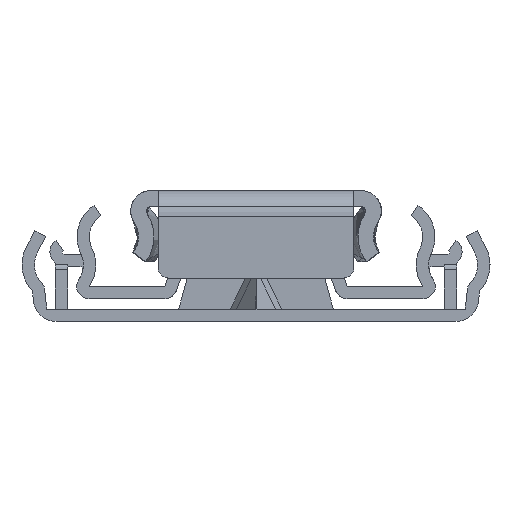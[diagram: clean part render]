
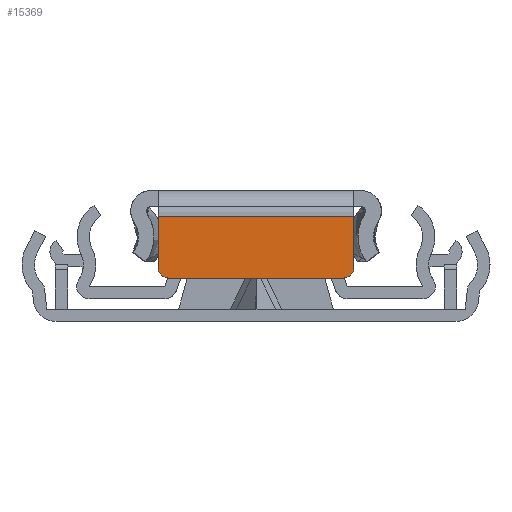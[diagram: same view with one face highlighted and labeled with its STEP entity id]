
A CAD part, left-side view. The second image highlights one B-rep face of the part: STEP entity #15369.
In plain terms, the highlighted planar face has unit normal (-1, 0, 0).
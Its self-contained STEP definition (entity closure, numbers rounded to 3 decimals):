
#280 = EDGE_CURVE ( 'NONE', #9255, #7134, #10776, .T. ) ;
#381 = LINE ( 'NONE', #2641, #12147 ) ;
#415 = FACE_OUTER_BOUND ( 'NONE', #8214, .T. ) ;
#487 = DIRECTION ( 'NONE',  ( 0., 0., -1. ) ) ;
#927 = VECTOR ( 'NONE', #4145, 1000. ) ;
#1142 = CARTESIAN_POINT ( 'NONE',  ( 0., 8.5, -6.75 ) ) ;
#1218 = LINE ( 'NONE', #4501, #4825 ) ;
#1384 = AXIS2_PLACEMENT_3D ( 'NONE', #10149, #7760, #487 ) ;
#1597 = EDGE_CURVE ( 'NONE', #10948, #3339, #7901, .T. ) ;
#1709 = CARTESIAN_POINT ( 'NONE',  ( 0., 9.5, -1.75 ) ) ;
#2641 = CARTESIAN_POINT ( 'NONE',  ( 0., -9.5, 0.75 ) ) ;
#3339 = VERTEX_POINT ( 'NONE', #9078 ) ;
#3397 = CARTESIAN_POINT ( 'NONE',  ( 0., 9.5, -7.75 ) ) ;
#3434 = LINE ( 'NONE', #3397, #9522 ) ;
#3960 = AXIS2_PLACEMENT_3D ( 'NONE', #1142, #6297, #12032 ) ;
#4006 = EDGE_CURVE ( 'NONE', #3339, #9255, #3434, .T. ) ;
#4145 = DIRECTION ( 'NONE',  ( 0., 1., 0. ) ) ;
#4501 = CARTESIAN_POINT ( 'NONE',  ( 0., 9.5, 0.75 ) ) ;
#4609 = DIRECTION ( 'NONE',  ( 0., -1., 0. ) ) ;
#4631 = ORIENTED_EDGE ( 'NONE', *, *, #12586, .F. ) ;
#4825 = VECTOR ( 'NONE', #14202, 1000. ) ;
#5456 = EDGE_CURVE ( 'NONE', #7134, #7476, #381, .T. ) ;
#5457 = VERTEX_POINT ( 'NONE', #8702 ) ;
#5521 = ORIENTED_EDGE ( 'NONE', *, *, #6972, .T. ) ;
#6297 = DIRECTION ( 'NONE',  ( -1., 0., 0. ) ) ;
#6389 = CARTESIAN_POINT ( 'NONE',  ( 0., -8.5, -6.75 ) ) ;
#6523 = PLANE ( 'NONE',  #1384 ) ;
#6972 = EDGE_CURVE ( 'NONE', #7476, #5457, #11776, .T. ) ;
#7134 = VERTEX_POINT ( 'NONE', #12969 ) ;
#7476 = VERTEX_POINT ( 'NONE', #13003 ) ;
#7760 = DIRECTION ( 'NONE',  ( 1., 0., 0. ) ) ;
#7901 = CIRCLE ( 'NONE', #3960, 1. ) ;
#8214 = EDGE_LOOP ( 'NONE', ( #8602, #9005, #11966, #5521, #4631, #10188 ) ) ;
#8602 = ORIENTED_EDGE ( 'NONE', *, *, #4006, .T. ) ;
#8702 = CARTESIAN_POINT ( 'NONE',  ( 0., 9.5, -1.75 ) ) ;
#9005 = ORIENTED_EDGE ( 'NONE', *, *, #280, .T. ) ;
#9078 = CARTESIAN_POINT ( 'NONE',  ( 0., 8.5, -7.75 ) ) ;
#9255 = VERTEX_POINT ( 'NONE', #14449 ) ;
#9522 = VECTOR ( 'NONE', #4609, 1000. ) ;
#9900 = DIRECTION ( 'NONE',  ( 0., 0., 1. ) ) ;
#10149 = CARTESIAN_POINT ( 'NONE',  ( 0., 9.5, 0.75 ) ) ;
#10188 = ORIENTED_EDGE ( 'NONE', *, *, #1597, .T. ) ;
#10776 = CIRCLE ( 'NONE', #15252, 1. ) ;
#10836 = CARTESIAN_POINT ( 'NONE',  ( 0., 9.5, -6.75 ) ) ;
#10948 = VERTEX_POINT ( 'NONE', #10836 ) ;
#11776 = LINE ( 'NONE', #1709, #927 ) ;
#11966 = ORIENTED_EDGE ( 'NONE', *, *, #5456, .T. ) ;
#12032 = DIRECTION ( 'NONE',  ( 0., 0., -1. ) ) ;
#12147 = VECTOR ( 'NONE', #9900, 1000. ) ;
#12586 = EDGE_CURVE ( 'NONE', #10948, #5457, #1218, .T. ) ;
#12691 = DIRECTION ( 'NONE',  ( 0., 0., -1. ) ) ;
#12969 = CARTESIAN_POINT ( 'NONE',  ( 0., -9.5, -6.75 ) ) ;
#13003 = CARTESIAN_POINT ( 'NONE',  ( 0., -9.5, -1.75 ) ) ;
#14202 = DIRECTION ( 'NONE',  ( 0., 0., 1. ) ) ;
#14449 = CARTESIAN_POINT ( 'NONE',  ( 0., -8.5, -7.75 ) ) ;
#15106 = DIRECTION ( 'NONE',  ( -1., 0., 0. ) ) ;
#15252 = AXIS2_PLACEMENT_3D ( 'NONE', #6389, #15106, #12691 ) ;
#15369 = ADVANCED_FACE ( 'NONE', ( #415 ), #6523, .F. ) ;
